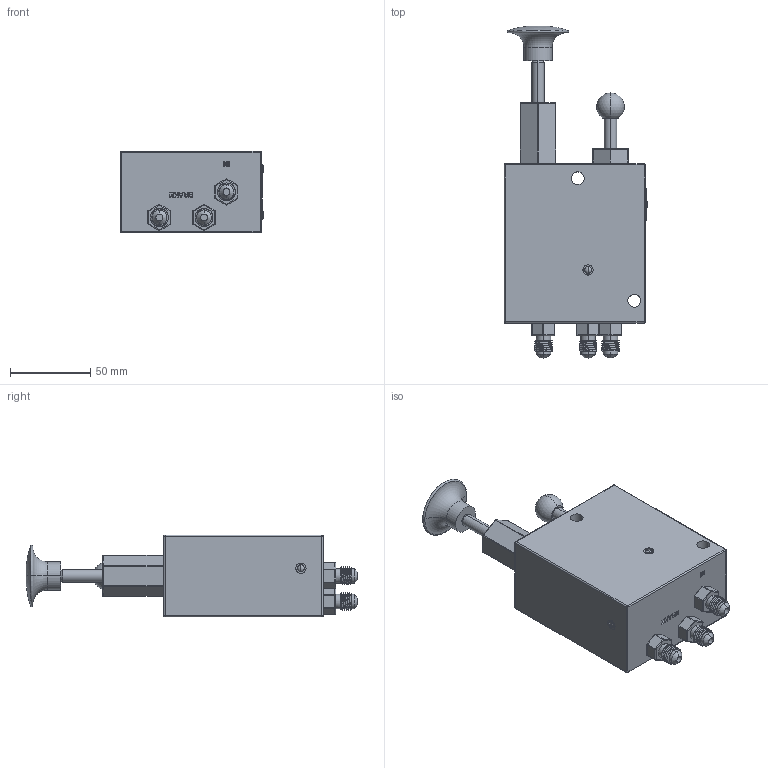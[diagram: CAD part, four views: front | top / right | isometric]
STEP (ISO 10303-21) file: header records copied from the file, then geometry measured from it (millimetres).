
FILE_DESCRIPTION((''),'2;1');
FILE_NAME('DEFAULT_REP_SW0003','2023-03-07T',('U329567'),('Danfoss Power Electronics'),'CREO PARAMETRIC BY PTC INC, 2015480','CREO PARAMETRIC BY PTC INC, 2015480','');
FILE_SCHEMA(('CONFIG_CONTROL_DESIGN','GEOMETRIC_VALIDATION_PROPERTIES_MIM'));
Length unit declared in the file: millimetre
Products named in the file (1): DEFAULT_REP_SW0003
Bounding box: 89.15 x 206.36 x 50.8 mm (x, y, z)
Surface area: 56172.3 mm2 (no closed solid volume)
Topology: 0 solids, 27 shells, 354 faces, 967 edges, 627 vertices
Faces by surface type: cylinder 164, plane 80, sphere 66, cone 26, bspline 14, torus 4
Entity records: 18066 total; most frequent: CARTESIAN_POINT 7248, DIRECTION 1845, ORIENTED_EDGE 1618, EDGE_CURVE 947, AXIS2_PLACEMENT_3D 696, VERTEX_POINT 627, VECTOR 453, LINE 453
